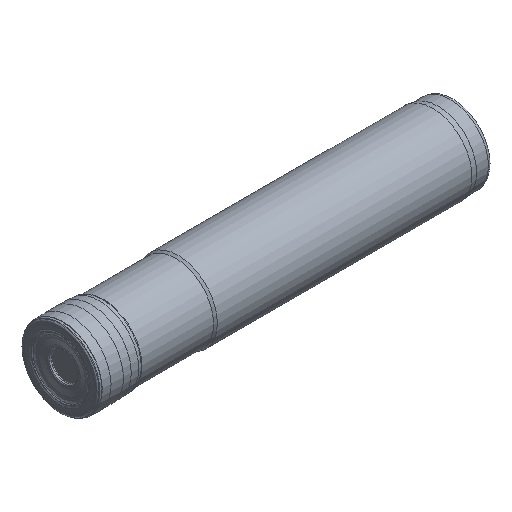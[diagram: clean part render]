
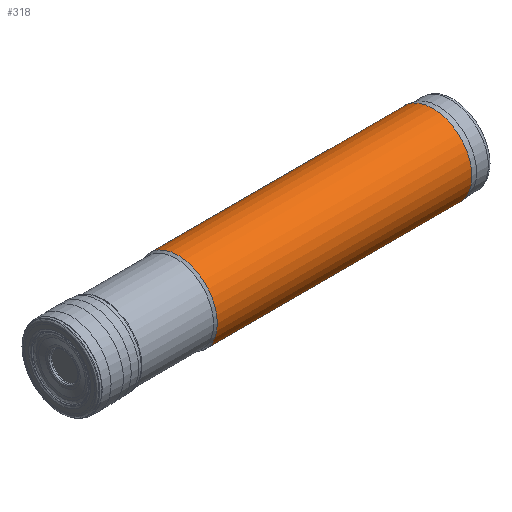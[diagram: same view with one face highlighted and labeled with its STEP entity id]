
A CAD part, isometric view. The second image highlights one B-rep face of the part: STEP entity #318.
In plain terms, the highlighted cylindrical face has radius 10 mm (diameter 20 mm), a full revolution.
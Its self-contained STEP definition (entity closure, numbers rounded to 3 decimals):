
#289=CYLINDRICAL_SURFACE('',#899,10.);
#318=ADVANCED_FACE('',(#391,#392),#289,.T.);
#391=FACE_BOUND('',#503,.T.);
#392=FACE_BOUND('',#504,.T.);
#503=EDGE_LOOP('',(#615));
#504=EDGE_LOOP('',(#616));
#615=ORIENTED_EDGE('',*,*,#770,.F.);
#616=ORIENTED_EDGE('',*,*,#769,.T.);
#713=VERTEX_POINT('',#1175);
#714=VERTEX_POINT('',#1178);
#769=EDGE_CURVE('',#713,#713,#825,.T.);
#770=EDGE_CURVE('',#714,#714,#826,.T.);
#825=CIRCLE('',#896,10.);
#826=CIRCLE('',#898,10.);
#896=AXIS2_PLACEMENT_3D('',#1174,#1000,#1001);
#898=AXIS2_PLACEMENT_3D('',#1177,#1004,#1005);
#899=AXIS2_PLACEMENT_3D('',#1179,#1006,#1007);
#1000=DIRECTION('',(-1.,0.,0.));
#1001=DIRECTION('',(0.,0.,1.));
#1004=DIRECTION('',(-1.,0.,0.));
#1005=DIRECTION('',(0.,0.,1.));
#1006=DIRECTION('',(-1.,0.,0.));
#1007=DIRECTION('',(0.,0.,1.));
#1174=CARTESIAN_POINT('',(94.582,0.,0.));
#1175=CARTESIAN_POINT('',(94.582,0.,10.));
#1177=CARTESIAN_POINT('',(30.,0.,0.));
#1178=CARTESIAN_POINT('',(30.,0.,10.));
#1179=CARTESIAN_POINT('',(0.,0.,0.));
